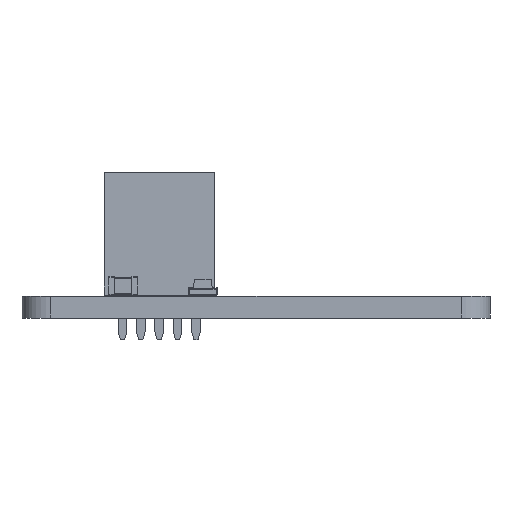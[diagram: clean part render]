
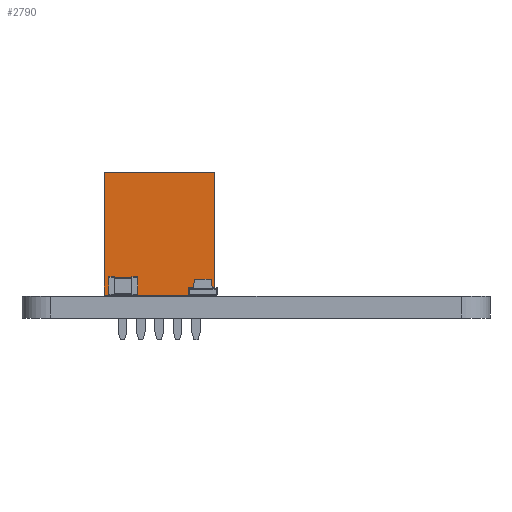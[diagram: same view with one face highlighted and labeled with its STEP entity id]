
A CAD part, left-side view. The second image highlights one B-rep face of the part: STEP entity #2790.
In plain terms, the highlighted face is planar.
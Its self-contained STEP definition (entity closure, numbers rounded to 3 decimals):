
#2790 = ADVANCED_FACE('',(#2791),#2825,.F.);
#2791 = FACE_BOUND('',#2792,.F.);
#2792 = EDGE_LOOP('',(#2793,#2803,#2811,#2819));
#2793 = ORIENTED_EDGE('',*,*,#2794,.T.);
#2794 = EDGE_CURVE('',#2795,#2797,#2799,.T.);
#2795 = VERTEX_POINT('',#2796);
#2796 = CARTESIAN_POINT('',(1.27,-6.35,0.));
#2797 = VERTEX_POINT('',#2798);
#2798 = CARTESIAN_POINT('',(1.27,-6.35,8.5));
#2799 = LINE('',#2800,#2801);
#2800 = CARTESIAN_POINT('',(1.27,-6.35,0.));
#2801 = VECTOR('',#2802,1.);
#2802 = DIRECTION('',(0.,0.,1.));
#2803 = ORIENTED_EDGE('',*,*,#2804,.T.);
#2804 = EDGE_CURVE('',#2797,#2805,#2807,.T.);
#2805 = VERTEX_POINT('',#2806);
#2806 = CARTESIAN_POINT('',(1.27,1.27,8.5));
#2807 = LINE('',#2808,#2809);
#2808 = CARTESIAN_POINT('',(1.27,-6.35,8.5));
#2809 = VECTOR('',#2810,1.);
#2810 = DIRECTION('',(0.,1.,0.));
#2811 = ORIENTED_EDGE('',*,*,#2812,.F.);
#2812 = EDGE_CURVE('',#2813,#2805,#2815,.T.);
#2813 = VERTEX_POINT('',#2814);
#2814 = CARTESIAN_POINT('',(1.27,1.27,0.));
#2815 = LINE('',#2816,#2817);
#2816 = CARTESIAN_POINT('',(1.27,1.27,0.));
#2817 = VECTOR('',#2818,1.);
#2818 = DIRECTION('',(0.,0.,1.));
#2819 = ORIENTED_EDGE('',*,*,#2820,.F.);
#2820 = EDGE_CURVE('',#2795,#2813,#2821,.T.);
#2821 = LINE('',#2822,#2823);
#2822 = CARTESIAN_POINT('',(1.27,-6.35,0.));
#2823 = VECTOR('',#2824,1.);
#2824 = DIRECTION('',(0.,1.,0.));
#2825 = PLANE('',#2826);
#2826 = AXIS2_PLACEMENT_3D('',#2827,#2828,#2829);
#2827 = CARTESIAN_POINT('',(1.27,-6.35,0.));
#2828 = DIRECTION('',(-1.,0.,0.));
#2829 = DIRECTION('',(0.,1.,0.));
